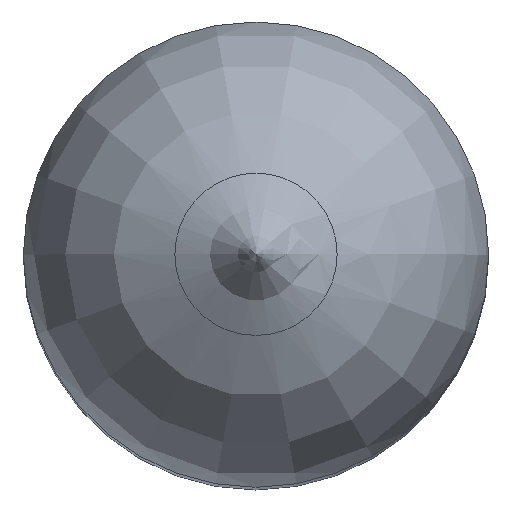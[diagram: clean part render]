
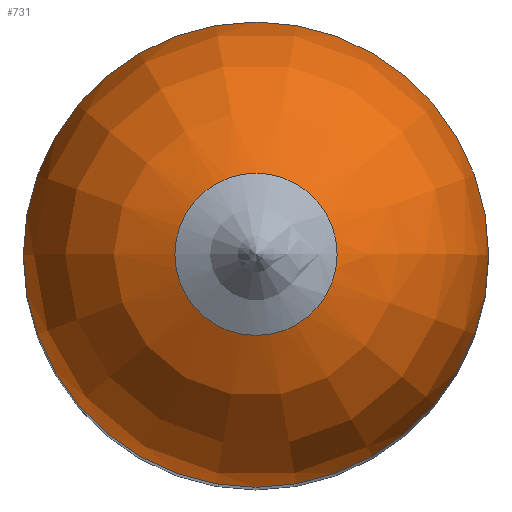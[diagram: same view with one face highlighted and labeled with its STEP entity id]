
A CAD part, top view. The second image highlights one B-rep face of the part: STEP entity #731.
In plain terms, the highlighted face is a revolution surface.
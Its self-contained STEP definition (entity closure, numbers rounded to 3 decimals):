
#707 = VERTEX_POINT('',#708);
#708 = CARTESIAN_POINT('',(2.902,0.,
    62.12));
#715 = EDGE_CURVE('',#707,#707,#716,.T.);
#716 = CIRCLE('',#717,2.902);
#717 = AXIS2_PLACEMENT_3D('',#718,#719,#720);
#718 = CARTESIAN_POINT('',(0.,0.,62.12));
#719 = DIRECTION('',(0.,0.,-1.));
#720 = DIRECTION('',(1.,0.,0.));
#731 = ADVANCED_FACE('',(#732),#752,.F.);
#732 = FACE_BOUND('',#733,.F.);
#733 = EDGE_LOOP('',(#734,#743,#750,#751));
#734 = ORIENTED_EDGE('',*,*,#735,.T.);
#735 = EDGE_CURVE('',#736,#736,#738,.T.);
#736 = VERTEX_POINT('',#737);
#737 = CARTESIAN_POINT('',(8.325,0.,54.618));
#738 = CIRCLE('',#739,8.325);
#739 = AXIS2_PLACEMENT_3D('',#740,#741,#742);
#740 = CARTESIAN_POINT('',(0.,0.,54.618));
#741 = DIRECTION('',(0.,0.,-1.));
#742 = DIRECTION('',(1.,0.,0.));
#743 = ORIENTED_EDGE('',*,*,#744,.T.);
#744 = EDGE_CURVE('',#736,#707,#745,.T.);
#745 = CIRCLE('',#746,7.9);
#746 = AXIS2_PLACEMENT_3D('',#747,#748,#749);
#747 = CARTESIAN_POINT('',(0.425,0.,54.618));
#748 = DIRECTION('',(0.,-1.,0.));
#749 = DIRECTION('',(1.,0.,0.));
#750 = ORIENTED_EDGE('',*,*,#715,.F.);
#751 = ORIENTED_EDGE('',*,*,#744,.F.);
#752 = SURFACE_OF_REVOLUTION('',#753,#758);
#753 = CIRCLE('',#754,7.9);
#754 = AXIS2_PLACEMENT_3D('',#755,#756,#757);
#755 = CARTESIAN_POINT('',(0.425,0.,54.618));
#756 = DIRECTION('',(0.,-1.,0.));
#757 = DIRECTION('',(1.,0.,0.));
#758 = AXIS1_PLACEMENT('',#759,#760);
#759 = CARTESIAN_POINT('',(0.,0.,0.));
#760 = DIRECTION('',(0.,0.,-1.));
